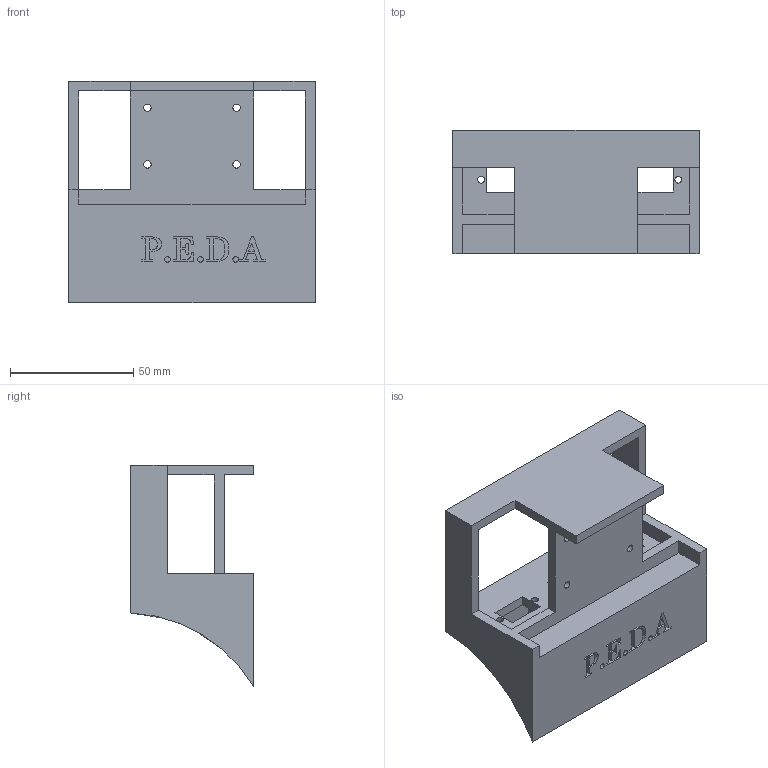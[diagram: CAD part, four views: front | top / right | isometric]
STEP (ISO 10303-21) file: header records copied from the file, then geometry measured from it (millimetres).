
FILE_DESCRIPTION (( 'STEP AP214' ), '1' );
FILE_NAME ('Chasis.STEP', '2025-09-09T04:46:34', ( '' ), ( '' ), 'SwSTEP 2.0', 'SolidWorks 2024', '' );
FILE_SCHEMA (( 'AUTOMOTIVE_DESIGN' ));
Length unit declared in the file: millimetre
Products named in the file (1): Chasis
Bounding box: 100 x 50 x 90 mm (x, y, z)
Volume: 113769.6 mm3; surface area: 37685.9 mm2
Topology: 1 solids, 1 shells, 182 faces, 498 edges, 332 vertices
Faces by surface type: plane 129, cylinder 29, bspline 24
Entity records: 7125 total; most frequent: CARTESIAN_POINT 2517, ORIENTED_EDGE 996, DIRECTION 832, EDGE_CURVE 498, LINE 386, VECTOR 386, VERTEX_POINT 332, EDGE_LOOP 226
